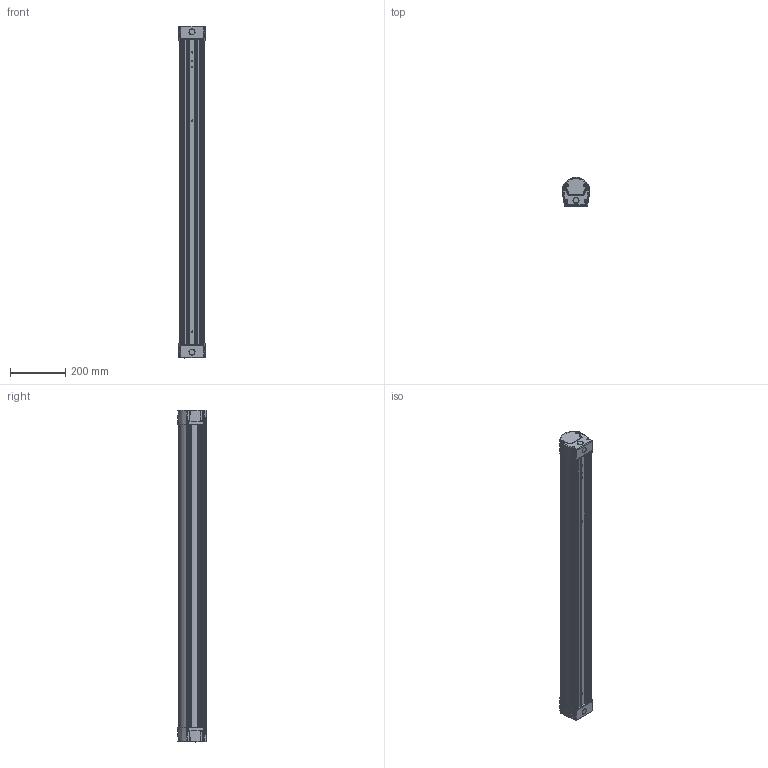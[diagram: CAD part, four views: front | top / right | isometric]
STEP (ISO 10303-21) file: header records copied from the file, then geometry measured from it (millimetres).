
FILE_DESCRIPTION((''),'2;1');
FILE_NAME('183599_ASM','2014-11-03T',('pdmadmin'),(''),'PRO/ENGINEER BY PARAMETRIC TECHNOLOGY CORPORATION, 2013230','PRO/ENGINEER BY PARAMETRIC TECHNOLOGY CORPORATION, 2013230','');
FILE_SCHEMA(('CONFIG_CONTROL_DESIGN'));
Products named in the file (32): 180774; DOLSON_180771; 180775; 180784; 182563; 0805C; 0805; CON3P_MOLEX43650-0318; WIRE12; TVS2; CON3PHEADERALT; 182563_ASM; 180785; 182713; 183113; 108837; 20140623-121903-16922068; 183114; 184273; 182764; 0603; SMLED3030ALT; SOT23; 1206; TVS2_1; 0603_ALT; SMA2; SP75197; WIRE16; 182764_ASM; 176897; 183599_ASM
Assembly tree (275 placements, depth 3):
  183599_ASM
    180774
    DOLSON_180771
    180775  x2
    180784  x2
    182563_ASM
      182563
      0805C
      0805
      CON3P_MOLEX43650-0318
      WIRE12  x8
      TVS2
      CON3PHEADERALT
    180785  x2
    182713  x2
    183113  x8
    108837  x5
    20140623-121903-16922068  x4
    183114  x4
    184273
    182764_ASM  x2
      182764
      0603
      SMLED3030ALT
      SOT23
      1206
      TVS2_1
      0805
      0603_ALT
      SMA2
      SP75197
      WIRE16
    176897  x2
Bounding box: 97.4 x 104.31 x 1206 mm (x, y, z)
Volume: 1694735.7 mm3; surface area: 1608291.1 mm2
Topology: 485 solids, 497 shells, 13824 faces, 38004 edges, 25320 vertices
Faces by surface type: plane 8622, cylinder 3516, bspline 814, cone 520, torus 278, sphere 74
Entity records: 125337 total; most frequent: CARTESIAN_POINT 46702, ORIENTED_EDGE 16416, DIRECTION 15553, EDGE_CURVE 8507, VERTEX_POINT 5554, AXIS2_PLACEMENT_3D 5483, VECTOR 4587, LINE 4587
